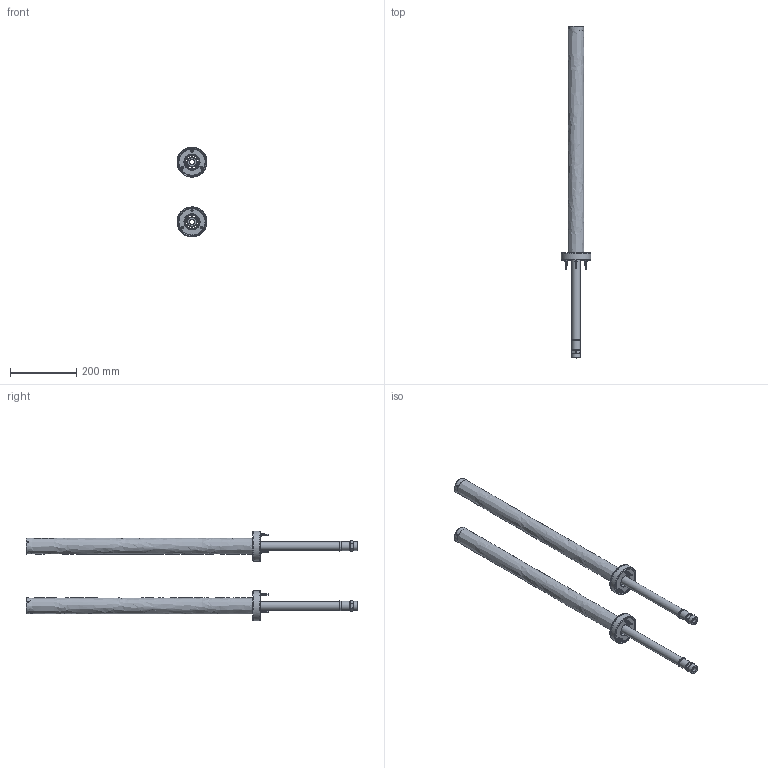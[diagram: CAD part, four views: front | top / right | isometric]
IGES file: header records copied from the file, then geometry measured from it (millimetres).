
Global section: file name: V238; native system: Autodesk Inventor 2018; preprocessor: unknown; author: adaniels; date: 20180123.151814; units: millimetre
Bounding box: 90 x 1000 x 269.98 mm (x, y, z)
Volume: 1146556.2 mm3; surface area: 764468.4 mm2
Topology: 24 solids, 30 shells, 1538 faces, 4560 edges, 3048 vertices
Faces by surface type: bspline 1538
